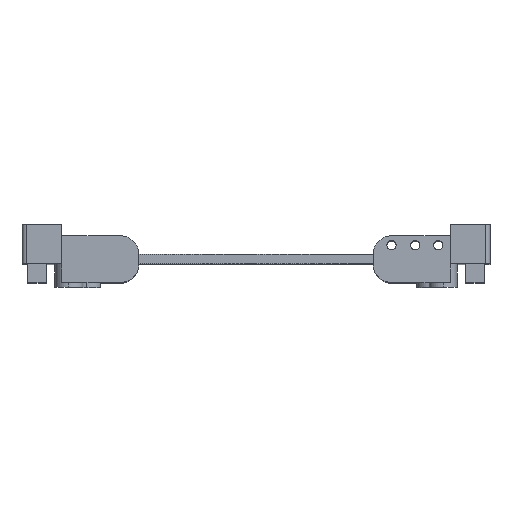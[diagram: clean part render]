
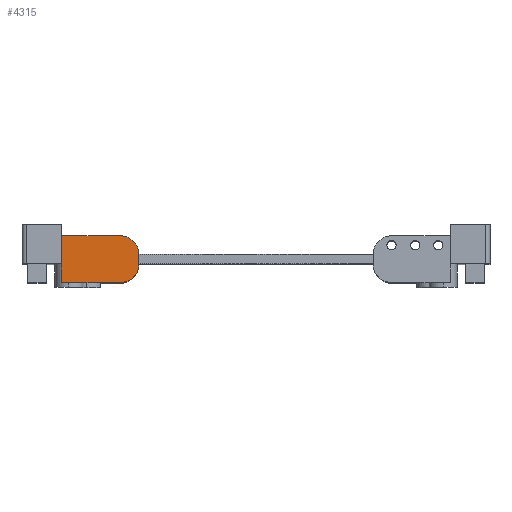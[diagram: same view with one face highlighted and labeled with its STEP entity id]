
A CAD part, top view. The second image highlights one B-rep face of the part: STEP entity #4315.
In plain terms, the highlighted planar face has unit normal (0, 0, 1).
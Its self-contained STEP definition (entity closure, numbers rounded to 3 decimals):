
#105 = CARTESIAN_POINT ( 'NONE',  ( 0., -4., 0. ) ) ;
#175 = ORIENTED_EDGE ( 'NONE', *, *, #5009, .F. ) ;
#258 = VERTEX_POINT ( 'NONE', #3752 ) ;
#287 = DIRECTION ( 'NONE',  ( 1., 0., 0. ) ) ;
#406 = EDGE_CURVE ( 'NONE', #1692, #4464, #1183, .T. ) ;
#633 = LINE ( 'NONE', #4356, #1886 ) ;
#750 = AXIS2_PLACEMENT_3D ( 'NONE', #2319, #3937, #287 ) ;
#755 = DIRECTION ( 'NONE',  ( 1., 0., 0. ) ) ;
#793 = DIRECTION ( 'NONE',  ( 1., 0., 0. ) ) ;
#813 = CARTESIAN_POINT ( 'NONE',  ( 23.8, 0., 0. ) ) ;
#892 = ORIENTED_EDGE ( 'NONE', *, *, #406, .T. ) ;
#993 = AXIS2_PLACEMENT_3D ( 'NONE', #4405, #1960, #755 ) ;
#1166 = CIRCLE ( 'NONE', #4058, 4. ) ;
#1173 = CARTESIAN_POINT ( 'NONE',  ( 23.8, -4.5, 0. ) ) ;
#1183 = CIRCLE ( 'NONE', #750, 4. ) ;
#1215 = VECTOR ( 'NONE', #1554, 1000. ) ;
#1254 = LINE ( 'NONE', #105, #2084 ) ;
#1353 = CARTESIAN_POINT ( 'NONE',  ( 7.3, 0., 0. ) ) ;
#1431 = DIRECTION ( 'NONE',  ( 0., 1., 0. ) ) ;
#1554 = DIRECTION ( 'NONE',  ( 0., 1., 0. ) ) ;
#1581 = EDGE_CURVE ( 'NONE', #4464, #258, #5193, .T. ) ;
#1650 = LINE ( 'NONE', #3187, #1865 ) ;
#1654 = DIRECTION ( 'NONE',  ( 1., 0., 0. ) ) ;
#1677 = CARTESIAN_POINT ( 'NONE',  ( 19.8, -4., 0. ) ) ;
#1679 = EDGE_CURVE ( 'NONE', #1721, #1692, #1254, .T. ) ;
#1692 = VERTEX_POINT ( 'NONE', #1677 ) ;
#1721 = VERTEX_POINT ( 'NONE', #2927 ) ;
#1865 = VECTOR ( 'NONE', #2371, 1000. ) ;
#1886 = VECTOR ( 'NONE', #1431, 1000. ) ;
#1960 = DIRECTION ( 'NONE',  ( 0., 0., 1. ) ) ;
#2010 = LINE ( 'NONE', #4430, #3547 ) ;
#2084 = VECTOR ( 'NONE', #1654, 1000. ) ;
#2133 = EDGE_LOOP ( 'NONE', ( #4257, #892, #3799, #4914, #3648, #4066, #175 ) ) ;
#2319 = CARTESIAN_POINT ( 'NONE',  ( 19.8, 0., 0. ) ) ;
#2371 = DIRECTION ( 'NONE',  ( 1., 0., 0. ) ) ;
#2800 = EDGE_CURVE ( 'NONE', #2840, #2979, #1650, .T. ) ;
#2840 = VERTEX_POINT ( 'NONE', #4495 ) ;
#2927 = CARTESIAN_POINT ( 'NONE',  ( 7.3, -4., 0. ) ) ;
#2955 = VERTEX_POINT ( 'NONE', #1353 ) ;
#2979 = VERTEX_POINT ( 'NONE', #4169 ) ;
#3187 = CARTESIAN_POINT ( 'NONE',  ( 0., 6., 0. ) ) ;
#3344 = DIRECTION ( 'NONE',  ( 0., 0., 1. ) ) ;
#3505 = FACE_OUTER_BOUND ( 'NONE', #2133, .T. ) ;
#3547 = VECTOR ( 'NONE', #3636, 1000. ) ;
#3636 = DIRECTION ( 'NONE',  ( 0., 1., 0. ) ) ;
#3648 = ORIENTED_EDGE ( 'NONE', *, *, #2800, .F. ) ;
#3752 = CARTESIAN_POINT ( 'NONE',  ( 23.8, 2., 0. ) ) ;
#3799 = ORIENTED_EDGE ( 'NONE', *, *, #1581, .T. ) ;
#3937 = DIRECTION ( 'NONE',  ( 0., 0., 1. ) ) ;
#4058 = AXIS2_PLACEMENT_3D ( 'NONE', #4143, #3344, #793 ) ;
#4066 = ORIENTED_EDGE ( 'NONE', *, *, #4402, .F. ) ;
#4067 = EDGE_CURVE ( 'NONE', #258, #2979, #1166, .T. ) ;
#4143 = CARTESIAN_POINT ( 'NONE',  ( 19.8, 2., 0. ) ) ;
#4169 = CARTESIAN_POINT ( 'NONE',  ( 19.8, 6., 0. ) ) ;
#4257 = ORIENTED_EDGE ( 'NONE', *, *, #1679, .T. ) ;
#4315 = ADVANCED_FACE ( 'NONE', ( #3505 ), #4354, .T. ) ;
#4354 = PLANE ( 'NONE',  #993 ) ;
#4356 = CARTESIAN_POINT ( 'NONE',  ( 7.3, -4., 0. ) ) ;
#4402 = EDGE_CURVE ( 'NONE', #2955, #2840, #2010, .T. ) ;
#4405 = CARTESIAN_POINT ( 'NONE',  ( 7.3, -4.5, 0. ) ) ;
#4430 = CARTESIAN_POINT ( 'NONE',  ( 7.3, -4.5, 0. ) ) ;
#4464 = VERTEX_POINT ( 'NONE', #813 ) ;
#4495 = CARTESIAN_POINT ( 'NONE',  ( 7.3, 6., 0. ) ) ;
#4914 = ORIENTED_EDGE ( 'NONE', *, *, #4067, .T. ) ;
#5009 = EDGE_CURVE ( 'NONE', #1721, #2955, #633, .T. ) ;
#5193 = LINE ( 'NONE', #1173, #1215 ) ;
